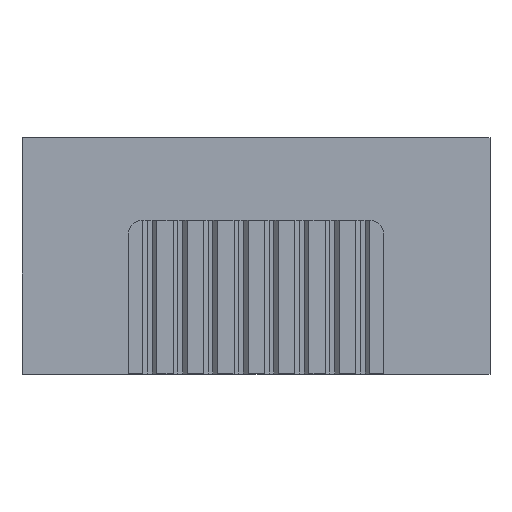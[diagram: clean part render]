
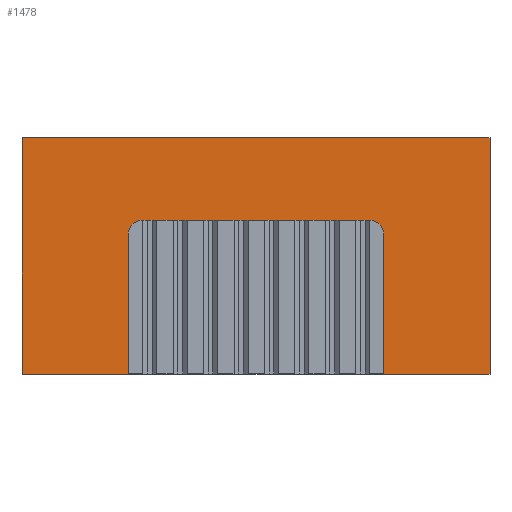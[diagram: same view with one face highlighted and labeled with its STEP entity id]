
A CAD part, top view. The second image highlights one B-rep face of the part: STEP entity #1478.
In plain terms, the highlighted planar face has unit normal (0, 0, 1).
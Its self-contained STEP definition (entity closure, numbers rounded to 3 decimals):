
#66 = DIRECTION ( 'NONE',  ( 1., 0., 0. ) ) ;
#68 = EDGE_CURVE ( 'NONE', #2060, #1839, #733, .T. ) ;
#103 = ORIENTED_EDGE ( 'NONE', *, *, #1800, .F. ) ;
#166 = EDGE_CURVE ( 'NONE', #1183, #2060, #245, .T. ) ;
#175 = VERTEX_POINT ( 'NONE', #2053 ) ;
#181 = EDGE_CURVE ( 'NONE', #199, #1183, #244, .T. ) ;
#184 = VERTEX_POINT ( 'NONE', #399 ) ;
#194 = DIRECTION ( 'NONE',  ( 0., 0., 1. ) ) ;
#199 = VERTEX_POINT ( 'NONE', #2076 ) ;
#203 = DIRECTION ( 'NONE',  ( 0., -1., 0. ) ) ;
#244 = LINE ( 'NONE', #437, #1587 ) ;
#245 = CIRCLE ( 'NONE', #812, 0.3 ) ;
#272 = DIRECTION ( 'NONE',  ( 1., 0., 0. ) ) ;
#287 = ORIENTED_EDGE ( 'NONE', *, *, #68, .T. ) ;
#349 = EDGE_CURVE ( 'NONE', #1654, #175, #1633, .T. ) ;
#399 = CARTESIAN_POINT ( 'NONE',  ( 50.25, 4.05, -0.585 ) ) ;
#401 = EDGE_CURVE ( 'NONE', #184, #478, #1102, .T. ) ;
#437 = CARTESIAN_POINT ( 'NONE',  ( 42.82, 2.283, -0.585 ) ) ;
#450 = EDGE_CURVE ( 'NONE', #790, #1839, #1832, .T. ) ;
#478 = VERTEX_POINT ( 'NONE', #1843 ) ;
#514 = DIRECTION ( 'NONE',  ( -1., 0., 0. ) ) ;
#548 = CARTESIAN_POINT ( 'NONE',  ( 40.25, -1., -0.585 ) ) ;
#553 = LINE ( 'NONE', #1274, #1745 ) ;
#696 = EDGE_CURVE ( 'NONE', #478, #1107, #553, .T. ) ;
#713 = EDGE_LOOP ( 'NONE', ( #1838, #897, #2241, #1460, #103, #807, #816, #719, #1169, #287 ) ) ;
#717 = CARTESIAN_POINT ( 'NONE',  ( 42.52, -0.65, -0.585 ) ) ;
#719 = ORIENTED_EDGE ( 'NONE', *, *, #181, .T. ) ;
#733 = LINE ( 'NONE', #1470, #1454 ) ;
#752 = DIRECTION ( 'NONE',  ( 0., -1., 0. ) ) ;
#790 = VERTEX_POINT ( 'NONE', #1895 ) ;
#807 = ORIENTED_EDGE ( 'NONE', *, *, #349, .T. ) ;
#812 = AXIS2_PLACEMENT_3D ( 'NONE', #2276, #948, #2064 ) ;
#813 = VECTOR ( 'NONE', #1804, 1000. ) ;
#816 = ORIENTED_EDGE ( 'NONE', *, *, #1989, .T. ) ;
#846 = VECTOR ( 'NONE', #893, 1000. ) ;
#853 = AXIS2_PLACEMENT_3D ( 'NONE', #2100, #1934, #272 ) ;
#893 = DIRECTION ( 'NONE',  ( -1., 0., 0. ) ) ;
#897 = ORIENTED_EDGE ( 'NONE', *, *, #2285, .F. ) ;
#901 = CARTESIAN_POINT ( 'NONE',  ( 49.25, 4.05, -0.585 ) ) ;
#930 = CARTESIAN_POINT ( 'NONE',  ( 50.25, 5.221, -0.585 ) ) ;
#948 = DIRECTION ( 'NONE',  ( 0., 0., -1. ) ) ;
#952 = CARTESIAN_POINT ( 'NONE',  ( 47.68, 2.283, -0.585 ) ) ;
#1040 = VECTOR ( 'NONE', #514, 1000. ) ;
#1071 = DIRECTION ( 'NONE',  ( 1., 0., 0. ) ) ;
#1102 = LINE ( 'NONE', #901, #1040 ) ;
#1107 = VERTEX_POINT ( 'NONE', #548 ) ;
#1124 = FACE_OUTER_BOUND ( 'NONE', #713, .T. ) ;
#1169 = ORIENTED_EDGE ( 'NONE', *, *, #166, .T. ) ;
#1183 = VERTEX_POINT ( 'NONE', #952 ) ;
#1214 = LINE ( 'NONE', #1950, #1938 ) ;
#1274 = CARTESIAN_POINT ( 'NONE',  ( 40.25, 5.221, -0.585 ) ) ;
#1387 = CARTESIAN_POINT ( 'NONE',  ( 47.98, 1.983, -0.585 ) ) ;
#1397 = CIRCLE ( 'NONE', #853, 0.3 ) ;
#1404 = DIRECTION ( 'NONE',  ( -1., 0., 0. ) ) ;
#1441 = CARTESIAN_POINT ( 'NONE',  ( 42.82, -1., -0.585 ) ) ;
#1454 = VECTOR ( 'NONE', #203, 1000. ) ;
#1460 = ORIENTED_EDGE ( 'NONE', *, *, #696, .T. ) ;
#1470 = CARTESIAN_POINT ( 'NONE',  ( 47.98, 1.983, -0.585 ) ) ;
#1478 = ADVANCED_FACE ( 'NONE', ( #1124 ), #1645, .T. ) ;
#1494 = CARTESIAN_POINT ( 'NONE',  ( 47.98, -1., -0.585 ) ) ;
#1555 = CARTESIAN_POINT ( 'NONE',  ( 42.52, -1., -0.585 ) ) ;
#1587 = VECTOR ( 'NONE', #66, 1000. ) ;
#1633 = LINE ( 'NONE', #717, #813 ) ;
#1637 = CARTESIAN_POINT ( 'NONE',  ( 42.82, 1.983, -0.585 ) ) ;
#1645 = PLANE ( 'NONE',  #2090 ) ;
#1654 = VERTEX_POINT ( 'NONE', #1555 ) ;
#1745 = VECTOR ( 'NONE', #2010, 1000. ) ;
#1800 = EDGE_CURVE ( 'NONE', #1654, #1107, #1214, .T. ) ;
#1804 = DIRECTION ( 'NONE',  ( 0., 1., 0. ) ) ;
#1832 = LINE ( 'NONE', #1441, #846 ) ;
#1838 = ORIENTED_EDGE ( 'NONE', *, *, #450, .F. ) ;
#1839 = VERTEX_POINT ( 'NONE', #1494 ) ;
#1843 = CARTESIAN_POINT ( 'NONE',  ( 40.25, 4.05, -0.585 ) ) ;
#1895 = CARTESIAN_POINT ( 'NONE',  ( 50.25, -1., -0.585 ) ) ;
#1934 = DIRECTION ( 'NONE',  ( 0., 0., -1. ) ) ;
#1938 = VECTOR ( 'NONE', #1404, 1000. ) ;
#1950 = CARTESIAN_POINT ( 'NONE',  ( 42.82, -1., -0.585 ) ) ;
#1989 = EDGE_CURVE ( 'NONE', #175, #199, #1397, .T. ) ;
#2010 = DIRECTION ( 'NONE',  ( 0., -1., 0. ) ) ;
#2046 = LINE ( 'NONE', #930, #2093 ) ;
#2053 = CARTESIAN_POINT ( 'NONE',  ( 42.52, 1.983, -0.585 ) ) ;
#2060 = VERTEX_POINT ( 'NONE', #1387 ) ;
#2064 = DIRECTION ( 'NONE',  ( 1., 0., 0. ) ) ;
#2076 = CARTESIAN_POINT ( 'NONE',  ( 42.82, 2.283, -0.585 ) ) ;
#2090 = AXIS2_PLACEMENT_3D ( 'NONE', #1637, #194, #1071 ) ;
#2093 = VECTOR ( 'NONE', #752, 1000. ) ;
#2100 = CARTESIAN_POINT ( 'NONE',  ( 42.82, 1.983, -0.585 ) ) ;
#2241 = ORIENTED_EDGE ( 'NONE', *, *, #401, .T. ) ;
#2276 = CARTESIAN_POINT ( 'NONE',  ( 47.68, 1.983, -0.585 ) ) ;
#2285 = EDGE_CURVE ( 'NONE', #184, #790, #2046, .T. ) ;
